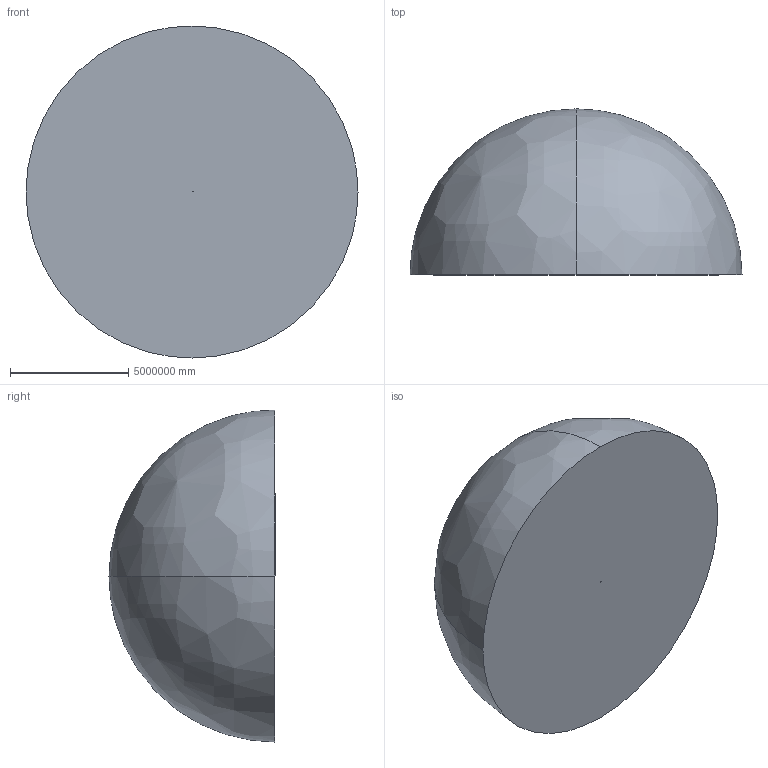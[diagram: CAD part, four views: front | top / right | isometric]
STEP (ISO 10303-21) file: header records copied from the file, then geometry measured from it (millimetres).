
FILE_DESCRIPTION((''),'2;1');
FILE_NAME('','2020-10-09T13:45:14',(''),(''),'','CADfix','');
FILE_SCHEMA(('AP242_MANAGED_MODEL_BASED_3D_ENGINEERING_MIM_LF { 1 0 10303 442 3 1 4 }'));
Length unit declared in the file: inch
Bounding box: 14010640 x 7005320 x 14010640 mm (x, y, z)
Surface area: 462516028252158 mm2 (no closed solid volume)
Topology: 0 solids, 1 shells, 5 faces, 25 edges, 22 vertices
Faces by surface type: bspline 5
Entity records: 1118 total; most frequent: CARTESIAN_POINT 981, ORIENTED_EDGE 33, EDGE_CURVE 25, VERTEX_POINT 22, B_SPLINE_CURVE_WITH_KNOTS 14, EDGE_LOOP 6, FACE_OUTER_BOUND 5, ADVANCED_FACE 5
